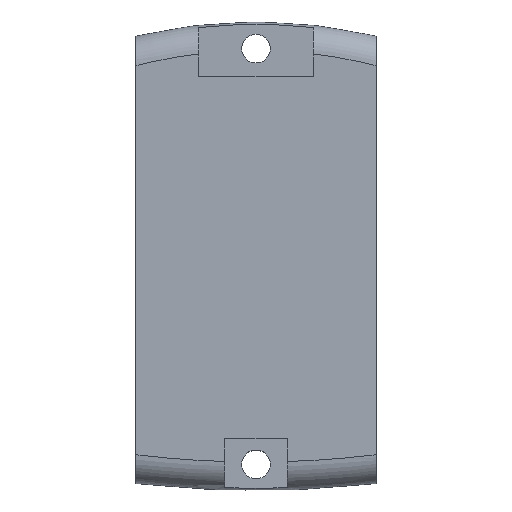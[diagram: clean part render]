
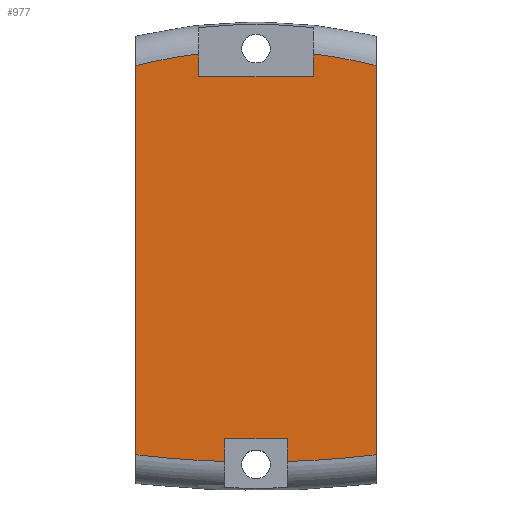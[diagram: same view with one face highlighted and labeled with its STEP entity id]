
A CAD part, top view. The second image highlights one B-rep face of the part: STEP entity #977.
In plain terms, the highlighted planar face has unit normal (0, 0, 1).
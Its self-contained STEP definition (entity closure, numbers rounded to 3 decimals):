
#42=PLANE('',#1060);
#82=FACE_OUTER_BOUND('',#139,.T.);
#139=EDGE_LOOP('',(#699,#700,#701,#702,#703,#704,#705,#706,#707,#708,#709,
#710));
#198=LINE('',#1512,#290);
#201=LINE('',#1521,#293);
#203=LINE('',#1524,#295);
#204=LINE('',#1526,#296);
#205=LINE('',#1530,#297);
#206=LINE('',#1532,#298);
#207=LINE('',#1534,#299);
#208=LINE('',#1537,#300);
#290=VECTOR('',#1187,10.);
#293=VECTOR('',#1196,10.);
#295=VECTOR('',#1200,10.);
#296=VECTOR('',#1201,10.);
#297=VECTOR('',#1204,10.);
#298=VECTOR('',#1205,10.);
#299=VECTOR('',#1206,10.);
#300=VECTOR('',#1209,10.);
#385=CIRCLE('',#1053,42.5);
#387=CIRCLE('',#1055,42.5);
#389=CIRCLE('',#1061,87.5);
#390=CIRCLE('',#1062,87.5);
#428=VERTEX_POINT('',#1459);
#431=VERTEX_POINT('',#1473);
#432=VERTEX_POINT('',#1484);
#435=VERTEX_POINT('',#1497);
#437=VERTEX_POINT('',#1510);
#440=VERTEX_POINT('',#1520);
#441=VERTEX_POINT('',#1525);
#442=VERTEX_POINT('',#1527);
#443=VERTEX_POINT('',#1529);
#444=VERTEX_POINT('',#1531);
#445=VERTEX_POINT('',#1533);
#446=VERTEX_POINT('',#1535);
#529=EDGE_CURVE('',#432,#431,#385,.T.);
#533=EDGE_CURVE('',#435,#428,#387,.T.);
#536=EDGE_CURVE('',#437,#435,#198,.T.);
#540=EDGE_CURVE('',#432,#440,#201,.T.);
#542=EDGE_CURVE('',#440,#437,#203,.T.);
#543=EDGE_CURVE('',#441,#431,#204,.T.);
#544=EDGE_CURVE('',#442,#441,#389,.T.);
#545=EDGE_CURVE('',#443,#442,#205,.T.);
#546=EDGE_CURVE('',#444,#443,#206,.T.);
#547=EDGE_CURVE('',#445,#444,#207,.T.);
#548=EDGE_CURVE('',#445,#446,#390,.T.);
#549=EDGE_CURVE('',#428,#446,#208,.T.);
#699=ORIENTED_EDGE('',*,*,#533,.F.);
#700=ORIENTED_EDGE('',*,*,#536,.F.);
#701=ORIENTED_EDGE('',*,*,#542,.F.);
#702=ORIENTED_EDGE('',*,*,#540,.F.);
#703=ORIENTED_EDGE('',*,*,#529,.T.);
#704=ORIENTED_EDGE('',*,*,#543,.F.);
#705=ORIENTED_EDGE('',*,*,#544,.F.);
#706=ORIENTED_EDGE('',*,*,#545,.F.);
#707=ORIENTED_EDGE('',*,*,#546,.F.);
#708=ORIENTED_EDGE('',*,*,#547,.F.);
#709=ORIENTED_EDGE('',*,*,#548,.T.);
#710=ORIENTED_EDGE('',*,*,#549,.F.);
#977=ADVANCED_FACE('',(#82),#42,.T.);
#1053=AXIS2_PLACEMENT_3D('',#1485,#1177,#1178);
#1055=AXIS2_PLACEMENT_3D('',#1506,#1181,#1182);
#1060=AXIS2_PLACEMENT_3D('',#1523,#1198,#1199);
#1061=AXIS2_PLACEMENT_3D('',#1528,#1202,#1203);
#1062=AXIS2_PLACEMENT_3D('',#1536,#1207,#1208);
#1177=DIRECTION('center_axis',(0.,0.,1.));
#1178=DIRECTION('ref_axis',(-1.,0.,0.));
#1181=DIRECTION('center_axis',(0.,0.,-1.));
#1182=DIRECTION('ref_axis',(0.173,0.985,0.));
#1187=DIRECTION('',(0.,1.,0.));
#1196=DIRECTION('',(0.,-1.,0.));
#1198=DIRECTION('center_axis',(0.,0.,1.));
#1199=DIRECTION('ref_axis',(1.,0.,0.));
#1200=DIRECTION('',(1.,0.,0.));
#1201=DIRECTION('',(0.,1.,0.));
#1202=DIRECTION('center_axis',(0.,0.,-1.));
#1203=DIRECTION('ref_axis',(-0.074,-0.997,0.));
#1204=DIRECTION('',(0.,-1.,0.));
#1205=DIRECTION('',(-1.,0.,0.));
#1206=DIRECTION('',(0.,1.,0.));
#1207=DIRECTION('center_axis',(0.,0.,1.));
#1208=DIRECTION('ref_axis',(-1.,0.,0.));
#1209=DIRECTION('',(0.,-1.,0.));
#1459=CARTESIAN_POINT('',(10.5,15.333,112.));
#1473=CARTESIAN_POINT('',(-10.5,15.333,112.));
#1484=CARTESIAN_POINT('',(-5.,16.355,112.));
#1485=CARTESIAN_POINT('Origin',(0.,-25.85,112.));
#1497=CARTESIAN_POINT('',(5.,16.355,112.));
#1506=CARTESIAN_POINT('Origin',(0.,-25.85,112.));
#1510=CARTESIAN_POINT('',(5.,14.371,112.));
#1512=CARTESIAN_POINT('',(5.,6.515,112.));
#1520=CARTESIAN_POINT('',(-5.,14.371,112.));
#1521=CARTESIAN_POINT('',(-5.,8.765,112.));
#1523=CARTESIAN_POINT('Origin',(0.,-1.342,112.));
#1524=CARTESIAN_POINT('',(-2.5,14.371,112.));
#1525=CARTESIAN_POINT('',(-10.5,-18.702,112.));
#1526=CARTESIAN_POINT('',(-10.5,-21.22,112.));
#1527=CARTESIAN_POINT('',(-2.75,-19.291,112.));
#1528=CARTESIAN_POINT('Origin',(0.,68.166,
112.));
#1529=CARTESIAN_POINT('',(-2.75,-17.292,112.));
#1530=CARTESIAN_POINT('',(-2.75,-9.317,112.));
#1531=CARTESIAN_POINT('',(2.75,-17.292,112.));
#1532=CARTESIAN_POINT('',(1.375,-17.292,112.));
#1533=CARTESIAN_POINT('',(2.75,-19.291,112.));
#1534=CARTESIAN_POINT('',(2.75,-11.567,112.));
#1535=CARTESIAN_POINT('',(10.5,-18.702,112.));
#1536=CARTESIAN_POINT('Origin',(0.,68.166,
112.));
#1537=CARTESIAN_POINT('',(10.5,-21.22,112.));
